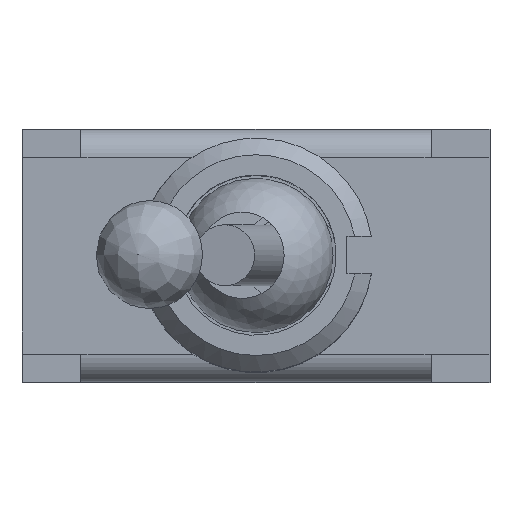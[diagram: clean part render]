
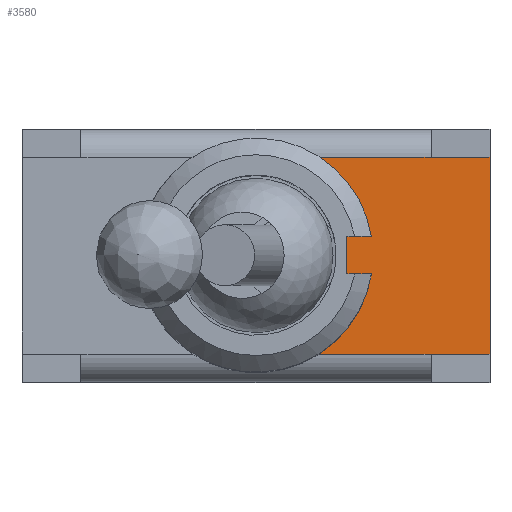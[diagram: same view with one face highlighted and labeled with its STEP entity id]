
A CAD part, top view. The second image highlights one B-rep face of the part: STEP entity #3580.
In plain terms, the highlighted planar face has unit normal (0, 0, 1).
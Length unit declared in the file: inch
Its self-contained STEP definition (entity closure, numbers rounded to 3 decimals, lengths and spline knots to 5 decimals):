
#149=CIRCLE('',#3879,0.125);
#151=CIRCLE('',#3881,0.125);
#290=FACE_OUTER_BOUND('',#509,.T.);
#509=EDGE_LOOP('',(#2751,#2752,#2753,#2754,#2755,#2756,#2757,#2758,#2759,
#2760));
#802=LINE('',#5624,#1210);
#805=LINE('',#5630,#1213);
#807=LINE('',#5633,#1215);
#814=LINE('',#5663,#1222);
#815=LINE('',#5665,#1223);
#816=LINE('',#5667,#1224);
#817=LINE('',#5669,#1225);
#818=LINE('',#5670,#1226);
#1210=VECTOR('',#4521,0.3937);
#1213=VECTOR('',#4526,0.3937);
#1215=VECTOR('',#4530,0.3937);
#1222=VECTOR('',#4563,0.3937);
#1223=VECTOR('',#4564,0.3937);
#1224=VECTOR('',#4565,0.3937);
#1225=VECTOR('',#4566,0.3937);
#1226=VECTOR('',#4567,0.3937);
#1597=VERTEX_POINT('',#5552);
#1599=VERTEX_POINT('',#5557);
#1606=VERTEX_POINT('',#5621);
#1607=VERTEX_POINT('',#5623);
#1608=VERTEX_POINT('',#5627);
#1609=VERTEX_POINT('',#5629);
#1619=VERTEX_POINT('',#5662);
#1620=VERTEX_POINT('',#5664);
#1621=VERTEX_POINT('',#5666);
#1622=VERTEX_POINT('',#5668);
#2005=EDGE_CURVE('',#1607,#1606,#802,.T.);
#2008=EDGE_CURVE('',#1609,#1608,#805,.T.);
#2010=EDGE_CURVE('',#1608,#1607,#807,.T.);
#2011=EDGE_CURVE('',#1599,#1609,#149,.T.);
#2013=EDGE_CURVE('',#1606,#1597,#151,.T.);
#2026=EDGE_CURVE('',#1597,#1619,#814,.T.);
#2027=EDGE_CURVE('',#1619,#1620,#815,.T.);
#2028=EDGE_CURVE('',#1620,#1621,#816,.T.);
#2029=EDGE_CURVE('',#1622,#1621,#817,.T.);
#2030=EDGE_CURVE('',#1599,#1622,#818,.T.);
#2751=ORIENTED_EDGE('',*,*,#2011,.T.);
#2752=ORIENTED_EDGE('',*,*,#2008,.T.);
#2753=ORIENTED_EDGE('',*,*,#2010,.T.);
#2754=ORIENTED_EDGE('',*,*,#2005,.T.);
#2755=ORIENTED_EDGE('',*,*,#2013,.T.);
#2756=ORIENTED_EDGE('',*,*,#2026,.T.);
#2757=ORIENTED_EDGE('',*,*,#2027,.T.);
#2758=ORIENTED_EDGE('',*,*,#2028,.T.);
#2759=ORIENTED_EDGE('',*,*,#2029,.F.);
#2760=ORIENTED_EDGE('',*,*,#2030,.F.);
#3382=PLANE('',#3890);
#3580=ADVANCED_FACE('',(#290),#3382,.T.);
#3879=AXIS2_PLACEMENT_3D('',#5635,#4533,#4534);
#3881=AXIS2_PLACEMENT_3D('',#5637,#4537,#4538);
#3890=AXIS2_PLACEMENT_3D('',#5661,#4561,#4562);
#4521=DIRECTION('',(1.,0.,0.));
#4526=DIRECTION('',(-1.,0.,0.));
#4530=DIRECTION('',(0.,-1.,0.));
#4533=DIRECTION('center_axis',(0.,0.,
-1.));
#4534=DIRECTION('ref_axis',(0.987,0.161,0.));
#4537=DIRECTION('center_axis',(0.,0.,
-1.));
#4538=DIRECTION('ref_axis',(0.987,0.161,0.));
#4561=DIRECTION('center_axis',(0.,0.,
1.));
#4562=DIRECTION('ref_axis',(0.,-1.,0.));
#4563=DIRECTION('',(1.,0.,0.));
#4564=DIRECTION('',(1.,0.,0.));
#4565=DIRECTION('',(0.,1.,0.));
#4566=DIRECTION('',(1.,0.,0.));
#4567=DIRECTION('',(1.,0.,0.));
#5552=CARTESIAN_POINT('',(0.06764,-0.10512,0.35));
#5557=CARTESIAN_POINT('',(0.06764,0.10512,0.35));
#5621=CARTESIAN_POINT('',(0.12338,-0.02008,0.35));
#5623=CARTESIAN_POINT('',(0.09705,-0.02008,0.35));
#5624=CARTESIAN_POINT('',(0.04852,-0.02008,0.35));
#5627=CARTESIAN_POINT('',(0.09705,0.02008,0.35));
#5629=CARTESIAN_POINT('',(0.12338,0.02008,0.35));
#5630=CARTESIAN_POINT('',(0.06169,0.02008,0.35));
#5633=CARTESIAN_POINT('',(0.09705,0.0626,0.35));
#5635=CARTESIAN_POINT('Origin',(0.,0.,
0.35));
#5637=CARTESIAN_POINT('Origin',(0.,0.,
0.35));
#5661=CARTESIAN_POINT('Origin',(0.,0.10512,
0.35));
#5662=CARTESIAN_POINT('',(0.18701,-0.10512,0.35));
#5663=CARTESIAN_POINT('',(0.,-0.10512,0.35));
#5664=CARTESIAN_POINT('',(0.25,-0.10512,0.35));
#5665=CARTESIAN_POINT('',(0.18701,-0.10512,0.35));
#5666=CARTESIAN_POINT('',(0.25,0.10512,0.35));
#5667=CARTESIAN_POINT('',(0.25,0.10512,0.35));
#5668=CARTESIAN_POINT('',(0.18701,0.10512,0.35));
#5669=CARTESIAN_POINT('',(0.18701,0.10512,0.35));
#5670=CARTESIAN_POINT('',(0.,0.10512,0.35));
